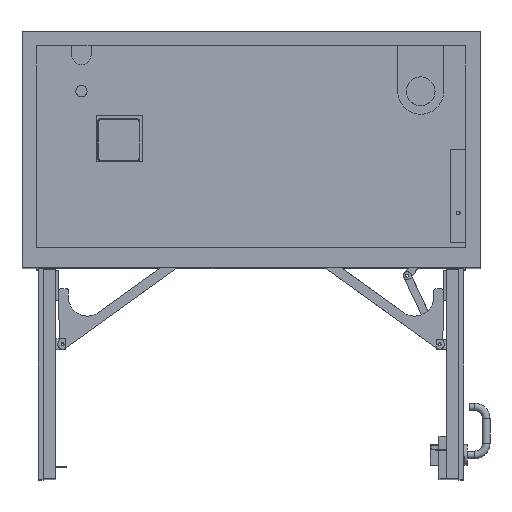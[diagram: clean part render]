
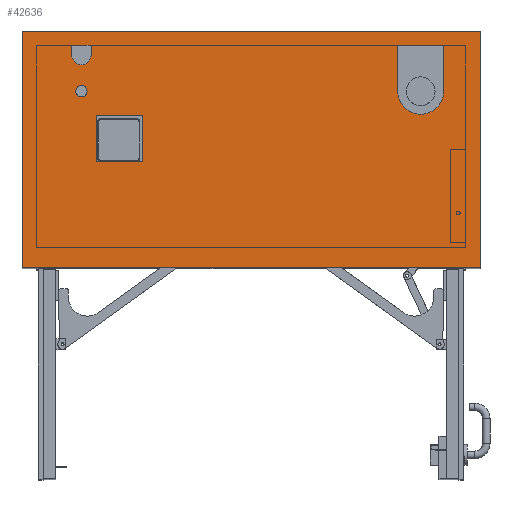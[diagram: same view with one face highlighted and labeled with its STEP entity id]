
A CAD part, top view. The second image highlights one B-rep face of the part: STEP entity #42636.
In plain terms, the highlighted planar face has unit normal (0, 0, 1).
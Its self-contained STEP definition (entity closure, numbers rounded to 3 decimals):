
#1052=FACE_BOUND('',#6804,.T.);
#1053=FACE_BOUND('',#6805,.T.);
#1054=FACE_BOUND('',#6806,.T.);
#1055=FACE_BOUND('',#6807,.T.);
#2404=PLANE('',#45140);
#4355=FACE_OUTER_BOUND('',#6803,.T.);
#6803=EDGE_LOOP('',(#35897,#35898,#35899,#35900));
#6804=EDGE_LOOP('',(#35901,#35902,#35903,#35904));
#6805=EDGE_LOOP('',(#35905,#35906,#35907,#35908));
#6806=EDGE_LOOP('',(#35909,#35910,#35911,#35912));
#6807=EDGE_LOOP('',(#35913));
#10774=LINE('',#67973,#15187);
#10842=LINE('',#68115,#15255);
#10849=LINE('',#68130,#15262);
#10853=LINE('',#68139,#15266);
#10856=LINE('',#68145,#15269);
#10859=LINE('',#68150,#15272);
#10898=LINE('',#68233,#15311);
#10900=LINE('',#68237,#15313);
#10901=LINE('',#68239,#15314);
#10906=LINE('',#68249,#15319);
#10908=LINE('',#68255,#15321);
#10943=LINE('',#68362,#15356);
#10945=LINE('',#68366,#15358);
#10947=LINE('',#68369,#15360);
#15187=VECTOR('',#53166,10.);
#15255=VECTOR('',#53278,10.);
#15262=VECTOR('',#53291,10.);
#15266=VECTOR('',#53297,10.);
#15269=VECTOR('',#53302,10.);
#15272=VECTOR('',#53307,10.);
#15311=VECTOR('',#53394,10.);
#15313=VECTOR('',#53398,10.);
#15314=VECTOR('',#53401,10.);
#15319=VECTOR('',#53410,10.);
#15321=VECTOR('',#53418,10.);
#15356=VECTOR('',#53545,10.);
#15358=VECTOR('',#53549,10.);
#15360=VECTOR('',#53553,10.);
#16788=CIRCLE('',#45056,60.);
#16791=CIRCLE('',#45090,25.);
#16792=CIRCLE('',#45093,14.5);
#20038=VERTEX_POINT('',#67970);
#20039=VERTEX_POINT('',#67972);
#20090=VERTEX_POINT('',#68112);
#20091=VERTEX_POINT('',#68114);
#20093=VERTEX_POINT('',#68120);
#20096=VERTEX_POINT('',#68128);
#20099=VERTEX_POINT('',#68136);
#20100=VERTEX_POINT('',#68138);
#20101=VERTEX_POINT('',#68142);
#20102=VERTEX_POINT('',#68144);
#20103=VERTEX_POINT('',#68148);
#20124=VERTEX_POINT('',#68235);
#20127=VERTEX_POINT('',#68247);
#20128=VERTEX_POINT('',#68251);
#20129=VERTEX_POINT('',#68258);
#20154=VERTEX_POINT('',#68361);
#20155=VERTEX_POINT('',#68365);
#25350=EDGE_CURVE('',#20039,#20038,#10774,.T.);
#25422=EDGE_CURVE('',#20091,#20090,#10842,.T.);
#25426=EDGE_CURVE('',#20090,#20093,#16788,.T.);
#25430=EDGE_CURVE('',#20093,#20096,#10849,.T.);
#25434=EDGE_CURVE('',#20100,#20099,#10853,.T.);
#25437=EDGE_CURVE('',#20102,#20101,#10856,.T.);
#25440=EDGE_CURVE('',#20101,#20103,#10859,.T.);
#25481=EDGE_CURVE('',#20096,#20091,#10898,.T.);
#25483=EDGE_CURVE('',#20103,#20124,#10900,.T.);
#25484=EDGE_CURVE('',#20124,#20102,#10901,.T.);
#25489=EDGE_CURVE('',#20099,#20127,#10906,.T.);
#25490=EDGE_CURVE('',#20128,#20100,#16791,.T.);
#25492=EDGE_CURVE('',#20127,#20128,#10908,.T.);
#25494=EDGE_CURVE('',#20129,#20129,#16792,.T.);
#25544=EDGE_CURVE('',#20154,#20039,#10943,.T.);
#25546=EDGE_CURVE('',#20155,#20154,#10945,.T.);
#25548=EDGE_CURVE('',#20038,#20155,#10947,.T.);
#35897=ORIENTED_EDGE('',*,*,#25350,.T.);
#35898=ORIENTED_EDGE('',*,*,#25548,.T.);
#35899=ORIENTED_EDGE('',*,*,#25546,.T.);
#35900=ORIENTED_EDGE('',*,*,#25544,.T.);
#35901=ORIENTED_EDGE('',*,*,#25426,.T.);
#35902=ORIENTED_EDGE('',*,*,#25430,.T.);
#35903=ORIENTED_EDGE('',*,*,#25481,.T.);
#35904=ORIENTED_EDGE('',*,*,#25422,.T.);
#35905=ORIENTED_EDGE('',*,*,#25483,.T.);
#35906=ORIENTED_EDGE('',*,*,#25484,.T.);
#35907=ORIENTED_EDGE('',*,*,#25437,.T.);
#35908=ORIENTED_EDGE('',*,*,#25440,.T.);
#35909=ORIENTED_EDGE('',*,*,#25489,.T.);
#35910=ORIENTED_EDGE('',*,*,#25492,.T.);
#35911=ORIENTED_EDGE('',*,*,#25490,.T.);
#35912=ORIENTED_EDGE('',*,*,#25434,.T.);
#35913=ORIENTED_EDGE('',*,*,#25494,.T.);
#42636=ADVANCED_FACE('',(#4355,#1052,#1053,#1054,#1055),#2404,.T.);
#45056=AXIS2_PLACEMENT_3D('',#68122,#53284,#53285);
#45090=AXIS2_PLACEMENT_3D('',#68252,#53413,#53414);
#45093=AXIS2_PLACEMENT_3D('',#68259,#53422,#53423);
#45140=AXIS2_PLACEMENT_3D('',#68370,#53554,#53555);
#53166=DIRECTION('',(1.,0.,0.));
#53278=DIRECTION('',(0.,-1.,0.));
#53284=DIRECTION('center_axis',(0.,0.,-1.));
#53285=DIRECTION('ref_axis',(-1.,0.,0.));
#53291=DIRECTION('',(0.,1.,0.));
#53297=DIRECTION('',(0.,1.,0.));
#53302=DIRECTION('',(0.,1.,0.));
#53307=DIRECTION('',(1.,0.,0.));
#53394=DIRECTION('',(1.,0.,0.));
#53398=DIRECTION('',(0.,-1.,0.));
#53401=DIRECTION('',(-1.,0.,0.));
#53410=DIRECTION('',(1.,0.,0.));
#53413=DIRECTION('center_axis',(0.,0.,-1.));
#53414=DIRECTION('ref_axis',(1.,0.,0.));
#53418=DIRECTION('',(0.,-1.,0.));
#53422=DIRECTION('center_axis',(0.,0.,-1.));
#53423=DIRECTION('ref_axis',(-1.,0.,0.));
#53545=DIRECTION('',(0.,-1.,0.));
#53549=DIRECTION('',(-1.,0.,0.));
#53553=DIRECTION('',(0.,1.,0.));
#53554=DIRECTION('center_axis',(0.,0.,1.));
#53555=DIRECTION('ref_axis',(1.,0.,0.));
#67970=CARTESIAN_POINT('',(596.88,-307.5,974.185));
#67972=CARTESIAN_POINT('',(-596.88,-307.5,974.185));
#67973=CARTESIAN_POINT('',(-596.88,-307.5,974.185));
#68112=CARTESIAN_POINT('',(502.,151.98,974.185));
#68114=CARTESIAN_POINT('',(502.,271.5,974.185));
#68115=CARTESIAN_POINT('',(502.,135.75,974.185));
#68120=CARTESIAN_POINT('',(382.,151.98,974.185));
#68122=CARTESIAN_POINT('Origin',(442.,151.98,974.185));
#68128=CARTESIAN_POINT('',(382.,271.5,974.185));
#68130=CARTESIAN_POINT('',(382.,75.99,974.185));
#68136=CARTESIAN_POINT('',(-467.,271.5,974.185));
#68138=CARTESIAN_POINT('',(-467.,246.,974.185));
#68139=CARTESIAN_POINT('',(-467.,123.,974.185));
#68142=CARTESIAN_POINT('',(-403.,87.98,974.185));
#68144=CARTESIAN_POINT('',(-403.,-32.02,974.185));
#68145=CARTESIAN_POINT('',(-403.,-16.01,974.185));
#68148=CARTESIAN_POINT('',(-283.,87.98,974.185));
#68150=CARTESIAN_POINT('',(-201.5,87.98,974.185));
#68233=CARTESIAN_POINT('',(191.,271.5,974.185));
#68235=CARTESIAN_POINT('',(-283.,-32.02,974.185));
#68237=CARTESIAN_POINT('',(-283.,43.99,974.185));
#68239=CARTESIAN_POINT('',(-141.5,-32.02,974.185));
#68247=CARTESIAN_POINT('',(-417.,271.5,974.185));
#68249=CARTESIAN_POINT('',(-233.5,271.5,974.185));
#68251=CARTESIAN_POINT('',(-417.,246.,974.185));
#68252=CARTESIAN_POINT('Origin',(-442.,246.,974.185));
#68255=CARTESIAN_POINT('',(-417.,135.75,974.185));
#68258=CARTESIAN_POINT('',(-427.5,151.98,974.185));
#68259=CARTESIAN_POINT('Origin',(-442.,151.98,974.185));
#68361=CARTESIAN_POINT('',(-596.88,307.5,974.185));
#68362=CARTESIAN_POINT('',(-596.88,307.5,974.185));
#68365=CARTESIAN_POINT('',(596.88,307.5,974.185));
#68366=CARTESIAN_POINT('',(596.88,307.5,974.185));
#68369=CARTESIAN_POINT('',(596.88,-307.5,974.185));
#68370=CARTESIAN_POINT('Origin',(0.,0.,
974.185));
